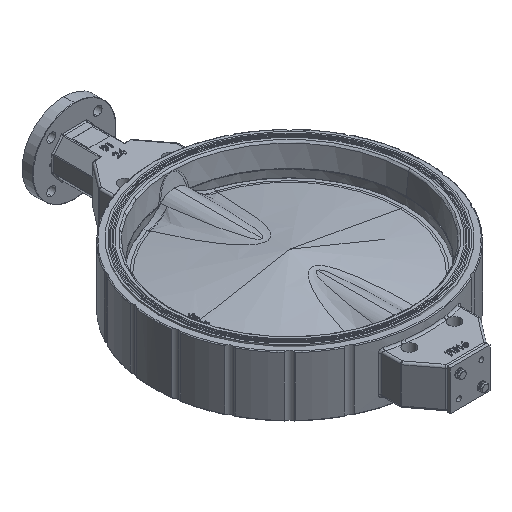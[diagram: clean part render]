
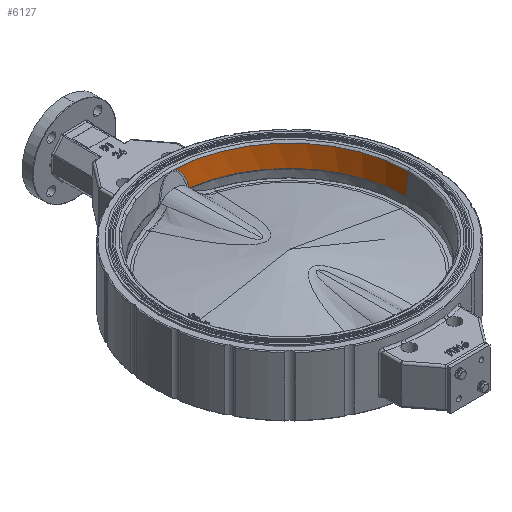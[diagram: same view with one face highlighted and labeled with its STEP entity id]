
A CAD part, isometric view. The second image highlights one B-rep face of the part: STEP entity #6127.
In plain terms, the highlighted conical face has half-angle 7 degrees and reference radius 293 mm.
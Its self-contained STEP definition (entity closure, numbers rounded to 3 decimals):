
#290 = CARTESIAN_POINT ( 'NONE',  ( 76.109, 299.203, -6.587 ) ) ;
#1793 = CARTESIAN_POINT ( 'NONE',  ( 25.272, 290.536, -38.174 ) ) ;
#3059 = DIRECTION ( 'NONE',  ( 0., 0., -1. ) ) ;
#3405 = EDGE_CURVE ( 'NONE', #8782, #21696, #46425, .T. ) ;
#3507 = CARTESIAN_POINT ( 'NONE',  ( 75.724, 299.127, -7.873 ) ) ;
#3745 = CARTESIAN_POINT ( 'NONE',  ( 25.272, 0., 0. ) ) ;
#3792 = CARTESIAN_POINT ( 'NONE',  ( 68.652, 297.761, -18.922 ) ) ;
#4078 = CARTESIAN_POINT ( 'NONE',  ( 41.931, 293.03, -34.712 ) ) ;
#4349 = CARTESIAN_POINT ( 'NONE',  ( 25.272, 290.536, -38.174 ) ) ;
#6127 = ADVANCED_FACE ( 'NONE', ( #55692 ), #7869, .F. ) ;
#6998 = CARTESIAN_POINT ( 'NONE',  ( 62.786, 296.659, -24.147 ) ) ;
#7869 = CONICAL_SURFACE ( 'NONE', #12503, 293., 0.122 ) ;
#8393 = CARTESIAN_POINT ( 'NONE',  ( 57.364, 295.668, -27.843 ) ) ;
#8782 = VERTEX_POINT ( 'NONE', #290 ) ;
#8938 = DIRECTION ( 'NONE',  ( -1., 0., 0. ) ) ;
#8956 = CARTESIAN_POINT ( 'NONE',  ( 50.457, 294.452, -31.455 ) ) ;
#9246 = CARTESIAN_POINT ( 'NONE',  ( 59.58, 296.07, -26.464 ) ) ;
#11798 = CARTESIAN_POINT ( 'NONE',  ( 76.109, 0., -299.275 ) ) ;
#11992 = CARTESIAN_POINT ( 'NONE',  ( 25., 0., 0. ) ) ;
#12503 = AXIS2_PLACEMENT_3D ( 'NONE', #11992, #21210, #3059 ) ;
#13594 = CARTESIAN_POINT ( 'NONE',  ( 30.487, 291.267, -37.524 ) ) ;
#13599 = EDGE_CURVE ( 'NONE', #8782, #34643, #33920, .T. ) ;
#15729 = ORIENTED_EDGE ( 'NONE', *, *, #42221, .T. ) ;
#16785 = CARTESIAN_POINT ( 'NONE',  ( 72.376, 298.475, -14.296 ) ) ;
#16925 = ORIENTED_EDGE ( 'NONE', *, *, #20786, .T. ) ;
#17058 = CARTESIAN_POINT ( 'NONE',  ( 65.83, 297.227, -21.651 ) ) ;
#17102 = LINE ( 'NONE', #44243, #50452 ) ;
#17596 = DIRECTION ( 'NONE',  ( 0., 0., -1. ) ) ;
#17930 = CARTESIAN_POINT ( 'NONE',  ( 27.894, 290.895, -37.915 ) ) ;
#18224 = AXIS2_PLACEMENT_3D ( 'NONE', #47110, #8938, #39273 ) ;
#20786 = EDGE_CURVE ( 'NONE', #52498, #34643, #17102, .T. ) ;
#21092 = CARTESIAN_POINT ( 'NONE',  ( 75.24, 299.032, -9.107 ) ) ;
#21210 = DIRECTION ( 'NONE',  ( 1., 0., 0. ) ) ;
#21403 = CARTESIAN_POINT ( 'NONE',  ( 71.997, 298.402, -14.842 ) ) ;
#21696 = VERTEX_POINT ( 'NONE', #1793 ) ;
#22297 = DIRECTION ( 'NONE',  ( 0.993, 0., -0.122 ) ) ;
#22528 = CARTESIAN_POINT ( 'NONE',  ( 35.62, 292.033, -36.495 ) ) ;
#22801 = CARTESIAN_POINT ( 'NONE',  ( 46.853, 293.842, -32.951 ) ) ;
#25735 = CARTESIAN_POINT ( 'NONE',  ( 71.207, 298.25, -15.911 ) ) ;
#26035 = CARTESIAN_POINT ( 'NONE',  ( 38.16, 292.427, -35.857 ) ) ;
#26387 = EDGE_LOOP ( 'NONE', ( #15729, #16925, #29872, #45996 ) ) ;
#26489 = CARTESIAN_POINT ( 'NONE',  ( 25.272, 0., -293.033 ) ) ;
#29872 = ORIENTED_EDGE ( 'NONE', *, *, #13599, .F. ) ;
#30924 = CIRCLE ( 'NONE', #41048, 293.033 ) ;
#33920 = CIRCLE ( 'NONE', #18224, 299.275 ) ;
#34643 = VERTEX_POINT ( 'NONE', #11798 ) ;
#34908 = DIRECTION ( 'NONE',  ( -1., 0., 0. ) ) ;
#38720 = CARTESIAN_POINT ( 'NONE',  ( 74.107, 298.811, -11.487 ) ) ;
#39273 = DIRECTION ( 'NONE',  ( 0., 0., 1. ) ) ;
#41048 = AXIS2_PLACEMENT_3D ( 'NONE', #3745, #34908, #17596 ) ;
#42221 = EDGE_CURVE ( 'NONE', #21696, #52498, #30924, .T. ) ;
#43057 = CARTESIAN_POINT ( 'NONE',  ( 76.109, 299.203, -6.587 ) ) ;
#43347 = CARTESIAN_POINT ( 'NONE',  ( 69.539, 297.93, -17.956 ) ) ;
#43920 = CARTESIAN_POINT ( 'NONE',  ( 45.637, 293.639, -33.42 ) ) ;
#44243 = CARTESIAN_POINT ( 'NONE',  ( 25., 0., -293. ) ) ;
#45996 = ORIENTED_EDGE ( 'NONE', *, *, #3405, .T. ) ;
#46425 = B_SPLINE_CURVE_WITH_KNOTS ( 'NONE', 3,
 ( #43057, #3507, #21092, #38720, #56415, #16785, #21403, #25735, #52078, #43347, #3792, #56707, #17058, #46572, #6998, #9246, #8393, #53486, #8956, #22801, #43920, #56979, #4078, #26035, #22528, #13594, #17930, #4349 ),
 .UNSPECIFIED., .F., .F.,
 ( 4, 2, 2, 2, 2, 2, 2, 2, 2, 2, 2, 2, 2, 4 ),
 ( 0., 0.004, 0.008, 0.01, 0.012, 0.016, 0.02, 0.024, 0.032, 0.04, 0.044, 0.048, 0.056, 0.063 ),
 .UNSPECIFIED. ) ;
#46572 = CARTESIAN_POINT ( 'NONE',  ( 63.825, 296.852, -23.339 ) ) ;
#47110 = CARTESIAN_POINT ( 'NONE',  ( 76.109, 0., 0. ) ) ;
#50452 = VECTOR ( 'NONE', #22297, 1000. ) ;
#52078 = CARTESIAN_POINT ( 'NONE',  ( 70.799, 298.171, -16.432 ) ) ;
#52498 = VERTEX_POINT ( 'NONE', #26489 ) ;
#53486 = CARTESIAN_POINT ( 'NONE',  ( 52.802, 294.86, -30.339 ) ) ;
#55692 = FACE_OUTER_BOUND ( 'NONE', #26387, .T. ) ;
#56415 = CARTESIAN_POINT ( 'NONE',  ( 73.458, 298.685, -12.633 ) ) ;
#56707 = CARTESIAN_POINT ( 'NONE',  ( 66.797, 297.409, -20.769 ) ) ;
#56979 = CARTESIAN_POINT ( 'NONE',  ( 43.177, 293.233, -34.301 ) ) ;
